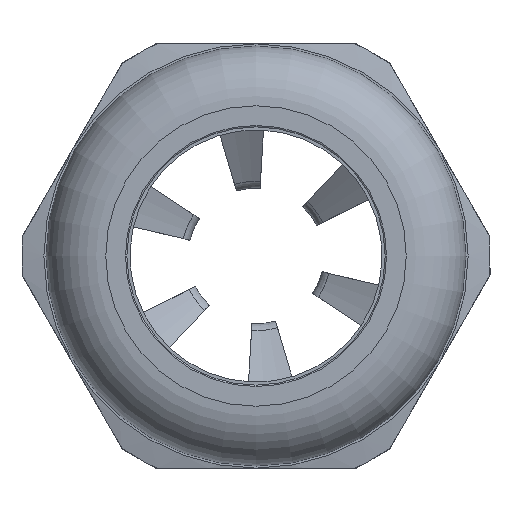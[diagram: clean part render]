
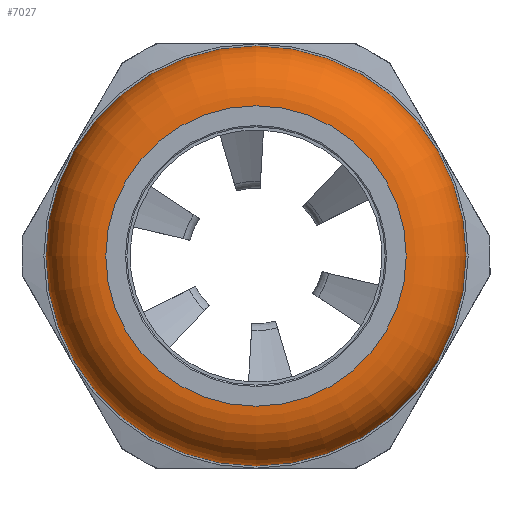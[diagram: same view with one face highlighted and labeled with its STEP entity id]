
A CAD part, left-side view. The second image highlights one B-rep face of the part: STEP entity #7027.
In plain terms, the highlighted toroidal (fillet/blend) face has major radius 10.62 mm and minor radius 4.23 mm.
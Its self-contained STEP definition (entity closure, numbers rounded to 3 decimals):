
#60=TOROIDAL_SURFACE('',#7542,10.62,4.23);
#195=FACE_BOUND('',#1314,.T.);
#458=CIRCLE('',#7538,10.62);
#460=CIRCLE('',#7543,14.85);
#893=FACE_OUTER_BOUND('',#1313,.T.);
#1313=EDGE_LOOP('',(#4823));
#1314=EDGE_LOOP('',(#4824));
#2883=VERTEX_POINT('',#12240);
#2885=VERTEX_POINT('',#12247);
#3647=EDGE_CURVE('',#2883,#2883,#458,.T.);
#3649=EDGE_CURVE('',#2885,#2885,#460,.T.);
#4823=ORIENTED_EDGE('',*,*,#3647,.T.);
#4824=ORIENTED_EDGE('',*,*,#3649,.F.);
#7027=ADVANCED_FACE('',(#893,#195),#60,.T.);
#7538=AXIS2_PLACEMENT_3D('',#12241,#8469,#8470);
#7542=AXIS2_PLACEMENT_3D('',#12246,#8477,#8478);
#7543=AXIS2_PLACEMENT_3D('',#12248,#8479,#8480);
#8469=DIRECTION('center_axis',(1.,0.,0.));
#8470=DIRECTION('ref_axis',(0.,0.,-1.));
#8477=DIRECTION('center_axis',(1.,0.,0.));
#8478=DIRECTION('ref_axis',(0.,0.,-1.));
#8479=DIRECTION('center_axis',(1.,0.,0.));
#8480=DIRECTION('ref_axis',(0.,0.,-1.));
#12240=CARTESIAN_POINT('',(-20.73,10.62,0.));
#12241=CARTESIAN_POINT('Origin',(-20.73,0.,0.));
#12246=CARTESIAN_POINT('Origin',(-16.5,0.,0.));
#12247=CARTESIAN_POINT('',(-16.5,14.85,0.));
#12248=CARTESIAN_POINT('Origin',(-16.5,0.,0.));
